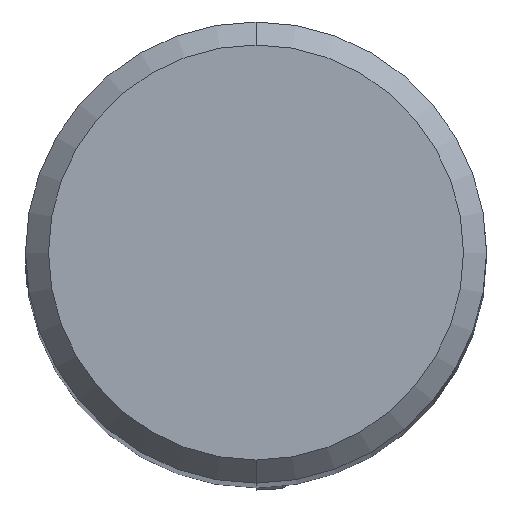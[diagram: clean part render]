
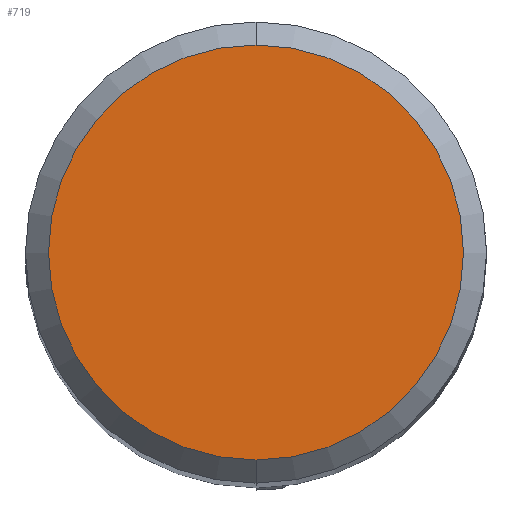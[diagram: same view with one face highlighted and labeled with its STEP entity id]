
A CAD part, top view. The second image highlights one B-rep face of the part: STEP entity #719.
In plain terms, the highlighted planar face has unit normal (0, 0, 1).
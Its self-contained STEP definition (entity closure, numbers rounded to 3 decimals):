
#719=ADVANCED_FACE('',(#2049),#2050,.T.);
#725=EDGE_CURVE('',#1285,#1591,#2056,.T.);
#1285=VERTEX_POINT('',#2673);
#1501=EDGE_CURVE('',#1591,#1285,#2908,.T.);
#1591=VERTEX_POINT('',#3004);
#2049=FACE_OUTER_BOUND('',#3507,.T.);
#2050=PLANE('',#3508);
#2056=CIRCLE('',#3548,3.6);
#2673=CARTESIAN_POINT('',(0.0,3.6,0.0));
#2908=CIRCLE('',#5030,3.6);
#3004=CARTESIAN_POINT('',(0.,-3.6,0.0));
#3507=EDGE_LOOP('',(#6007,#6008));
#3508=AXIS2_PLACEMENT_3D('',#6009,#6010,#6011);
#3548=AXIS2_PLACEMENT_3D('',#6015,#6016,#6017);
#5030=AXIS2_PLACEMENT_3D('',#7033,#7034,#7035);
#6007=ORIENTED_EDGE('',*,*,#725,.F.);
#6008=ORIENTED_EDGE('',*,*,#1501,.F.);
#6009=CARTESIAN_POINT('',(0.0,1.8,0.0));
#6010=DIRECTION('',(-0.0,0.0,1.0));
#6011=DIRECTION('',(0.0,-1.0,0.0));
#6015=CARTESIAN_POINT('',(0.0,0.0,0.0));
#6016=DIRECTION('',(0.0,0.0,-1.0));
#6017=DIRECTION('',(0.0,1.0,0.0));
#7033=CARTESIAN_POINT('',(0.0,0.0,0.0));
#7034=DIRECTION('',(0.0,0.0,-1.0));
#7035=DIRECTION('',(0.0,1.0,0.0));
